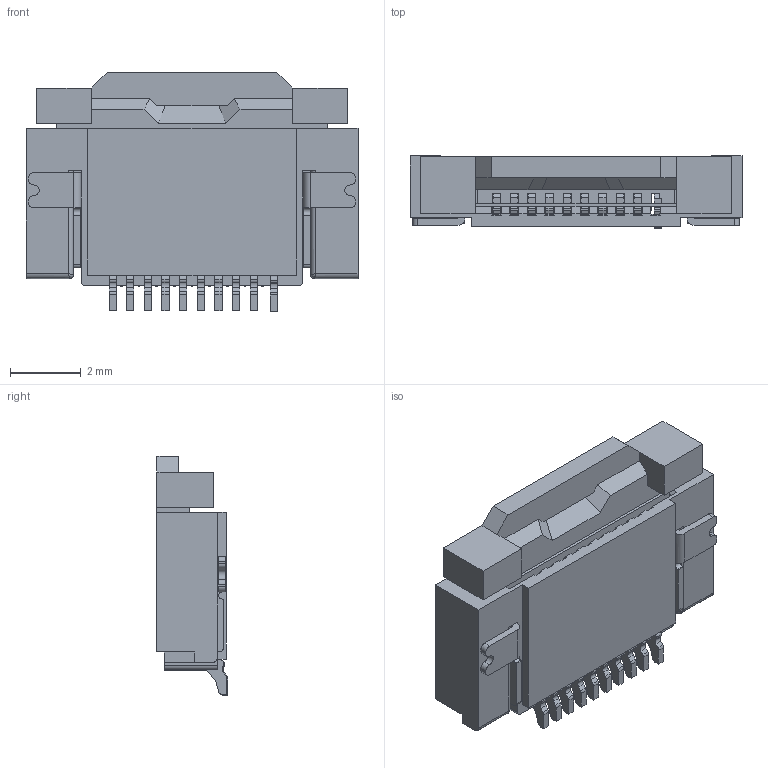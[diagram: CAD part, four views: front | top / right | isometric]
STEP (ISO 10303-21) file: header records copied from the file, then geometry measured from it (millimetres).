
FILE_DESCRIPTION (( 'STEP AP214' ), '1' );
FILE_NAME ('FFC2B35-10-T.STEP', '2023-01-04T07:53:27', ( '' ), ( '' ), 'SwSTEP 2.0', 'SolidWorks 2022', '' );
FILE_SCHEMA (( 'AUTOMOTIVE_DESIGN' ));
Length unit declared in the file: inch
Products named in the file (8): DEFAULT-4; DEFAULT; DEFAULT-3; DEFAULT-2; FFC2B35-10-T; DEFAULT-1; Assem6^DEFAULT
Assembly tree (16 placements, depth 4):
  FFC2B35-10-T
    DEFAULT
      DEFAULT
      Assem6^DEFAULT
        DEFAULT-1  x10
        DEFAULT-2
        DEFAULT-3
      DEFAULT-4
Bounding box: 9.4 x 2.03 x 6.79 mm (x, y, z)
Volume: 64.8 mm3; surface area: 437.9 mm2
Topology: 14 solids, 14 shells, 1103 faces, 3382 edges, 2228 vertices
Faces by surface type: plane 698, cylinder 403, bspline 2
Entity records: 23916 total; most frequent: CARTESIAN_POINT 3438, ORIENTED_EDGE 3358, DIRECTION 2975, EDGE_CURVE 1679, VECTOR 1437, LINE 1437, VERTEX_POINT 1094, AXIS2_PLACEMENT_3D 769
